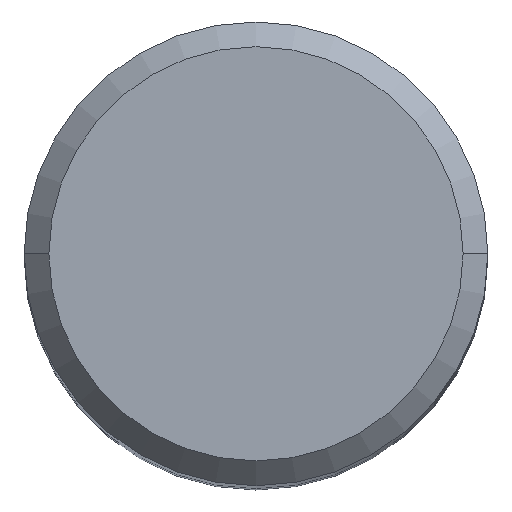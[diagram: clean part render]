
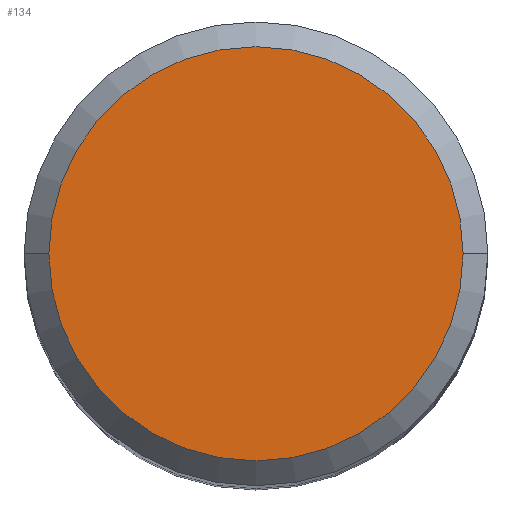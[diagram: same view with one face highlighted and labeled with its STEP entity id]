
A CAD part, top view. The second image highlights one B-rep face of the part: STEP entity #134.
In plain terms, the highlighted planar face has unit normal (0, 0, 1).
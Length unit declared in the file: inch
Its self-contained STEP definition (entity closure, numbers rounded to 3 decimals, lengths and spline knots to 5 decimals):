
#11 = DIRECTION ( 'NONE',  ( 0., 0., -1. ) ) ;
#34 = DIRECTION ( 'NONE',  ( 0., 0., 1. ) ) ;
#72 = AXIS2_PLACEMENT_3D ( 'NONE', #139, #271, #297 ) ;
#84 = EDGE_CURVE ( 'NONE', #113, #103, #340, .T. ) ;
#86 = CARTESIAN_POINT ( 'NONE',  ( -0.1675, 0., 0. ) ) ;
#98 = CIRCLE ( 'NONE', #72, 0.1675 ) ;
#103 = VERTEX_POINT ( 'NONE', #86 ) ;
#108 = ORIENTED_EDGE ( 'NONE', *, *, #315, .T. ) ;
#113 = VERTEX_POINT ( 'NONE', #127 ) ;
#127 = CARTESIAN_POINT ( 'NONE',  ( 0.1675, 0., 0. ) ) ;
#132 = FACE_OUTER_BOUND ( 'NONE', #351, .T. ) ;
#134 = ADVANCED_FACE ( 'NONE', ( #132 ), #203, .F. ) ;
#139 = CARTESIAN_POINT ( 'NONE',  ( 0., 0., 0. ) ) ;
#172 = ORIENTED_EDGE ( 'NONE', *, *, #84, .T. ) ;
#180 = AXIS2_PLACEMENT_3D ( 'NONE', #199, #34, #224 ) ;
#199 = CARTESIAN_POINT ( 'NONE',  ( 0., 0., 0. ) ) ;
#203 = PLANE ( 'NONE',  #261 ) ;
#224 = DIRECTION ( 'NONE',  ( 1., 0., 0. ) ) ;
#225 = CARTESIAN_POINT ( 'NONE',  ( 0., 0.1675, 0. ) ) ;
#261 = AXIS2_PLACEMENT_3D ( 'NONE', #225, #11, #371 ) ;
#271 = DIRECTION ( 'NONE',  ( 0., 0., 1. ) ) ;
#297 = DIRECTION ( 'NONE',  ( 1., 0., 0. ) ) ;
#315 = EDGE_CURVE ( 'NONE', #103, #113, #98, .T. ) ;
#340 = CIRCLE ( 'NONE', #180, 0.1675 ) ;
#351 = EDGE_LOOP ( 'NONE', ( #108, #172 ) ) ;
#371 = DIRECTION ( 'NONE',  ( -1., 0., 0. ) ) ;
